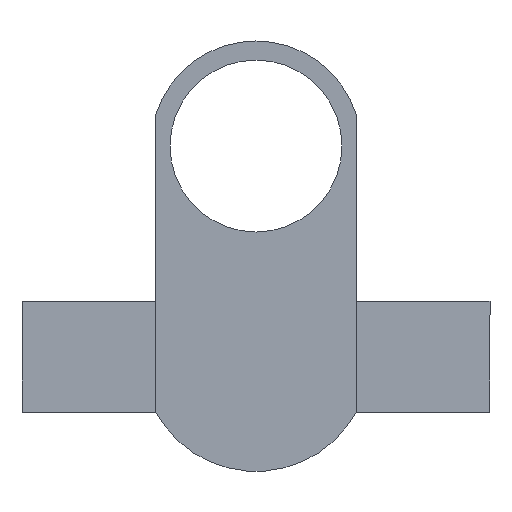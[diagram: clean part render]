
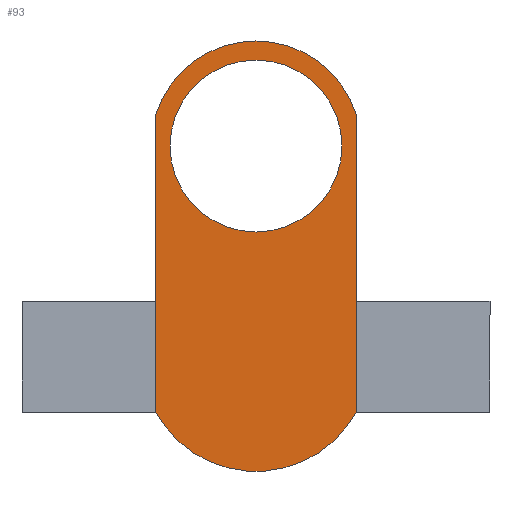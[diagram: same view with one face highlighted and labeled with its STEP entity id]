
A CAD part, front view. The second image highlights one B-rep face of the part: STEP entity #93.
In plain terms, the highlighted planar face has unit normal (0, -1, 0).
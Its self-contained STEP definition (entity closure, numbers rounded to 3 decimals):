
#1 = AXIS2_PLACEMENT_3D ( 'NONE', #569, #427, #244 ) ;
#31 = DIRECTION ( 'NONE',  ( 0., 0., 1. ) ) ;
#46 = CIRCLE ( 'NONE', #265, 9. ) ;
#75 = CARTESIAN_POINT ( 'NONE',  ( -10.5, 0., -5.809 ) ) ;
#85 = CIRCLE ( 'NONE', #522, 11. ) ;
#93 = ADVANCED_FACE ( 'NONE', ( #680, #724 ), #138, .F. ) ;
#96 = ORIENTED_EDGE ( 'NONE', *, *, #652, .F. ) ;
#100 = CARTESIAN_POINT ( 'NONE',  ( 10.5, 0., 0. ) ) ;
#115 = DIRECTION ( 'NONE',  ( 0., 0., 1. ) ) ;
#138 = PLANE ( 'NONE',  #214 ) ;
#173 = EDGE_CURVE ( 'NONE', #282, #544, #369, .T. ) ;
#176 = CARTESIAN_POINT ( 'NONE',  ( 0., 0., 22.065 ) ) ;
#195 = EDGE_CURVE ( 'NONE', #764, #544, #620, .T. ) ;
#214 = AXIS2_PLACEMENT_3D ( 'NONE', #224, #277, #470 ) ;
#215 = CARTESIAN_POINT ( 'NONE',  ( -10.5, 0., 0. ) ) ;
#219 = CARTESIAN_POINT ( 'NONE',  ( 0., 0., 0. ) ) ;
#222 = ORIENTED_EDGE ( 'NONE', *, *, #590, .T. ) ;
#224 = CARTESIAN_POINT ( 'NONE',  ( 0., 0., 0. ) ) ;
#244 = DIRECTION ( 'NONE',  ( 0., 0., 1. ) ) ;
#248 = DIRECTION ( 'NONE',  ( 0., 0., 1. ) ) ;
#265 = AXIS2_PLACEMENT_3D ( 'NONE', #591, #524, #559 ) ;
#277 = DIRECTION ( 'NONE',  ( 0., 1., 0. ) ) ;
#282 = VERTEX_POINT ( 'NONE', #311 ) ;
#288 = EDGE_LOOP ( 'NONE', ( #682, #807, #419, #96, #410 ) ) ;
#293 = VECTOR ( 'NONE', #545, 1000. ) ;
#305 = VERTEX_POINT ( 'NONE', #757 ) ;
#311 = CARTESIAN_POINT ( 'NONE',  ( 10.5, 0., -5.809 ) ) ;
#316 = EDGE_CURVE ( 'NONE', #282, #384, #703, .T. ) ;
#329 = AXIS2_PLACEMENT_3D ( 'NONE', #219, #350, #730 ) ;
#350 = DIRECTION ( 'NONE',  ( 0., 1., 0. ) ) ;
#358 = EDGE_LOOP ( 'NONE', ( #222, #563 ) ) ;
#369 = CIRCLE ( 'NONE', #329, 12. ) ;
#370 = CARTESIAN_POINT ( 'NONE',  ( 0., 0., 22.065 ) ) ;
#384 = VERTEX_POINT ( 'NONE', #763 ) ;
#410 = ORIENTED_EDGE ( 'NONE', *, *, #195, .T. ) ;
#413 = VECTOR ( 'NONE', #248, 1000. ) ;
#418 = DIRECTION ( 'NONE',  ( 0., 1., 0. ) ) ;
#419 = ORIENTED_EDGE ( 'NONE', *, *, #814, .F. ) ;
#427 = DIRECTION ( 'NONE',  ( 0., 1., 0. ) ) ;
#452 = CIRCLE ( 'NONE', #1, 9. ) ;
#470 = DIRECTION ( 'NONE',  ( 0., 0., 1. ) ) ;
#516 = CIRCLE ( 'NONE', #603, 11. ) ;
#522 = AXIS2_PLACEMENT_3D ( 'NONE', #176, #418, #31 ) ;
#524 = DIRECTION ( 'NONE',  ( 0., 1., 0. ) ) ;
#544 = VERTEX_POINT ( 'NONE', #75 ) ;
#545 = DIRECTION ( 'NONE',  ( 0., 0., -1. ) ) ;
#559 = DIRECTION ( 'NONE',  ( 0., 0., 1. ) ) ;
#563 = ORIENTED_EDGE ( 'NONE', *, *, #614, .T. ) ;
#569 = CARTESIAN_POINT ( 'NONE',  ( 0., 0., 22.065 ) ) ;
#590 = EDGE_CURVE ( 'NONE', #816, #305, #46, .T. ) ;
#591 = CARTESIAN_POINT ( 'NONE',  ( 0., 0., 22.065 ) ) ;
#603 = AXIS2_PLACEMENT_3D ( 'NONE', #370, #720, #115 ) ;
#614 = EDGE_CURVE ( 'NONE', #305, #816, #452, .T. ) ;
#620 = LINE ( 'NONE', #215, #293 ) ;
#652 = EDGE_CURVE ( 'NONE', #764, #661, #85, .T. ) ;
#656 = CARTESIAN_POINT ( 'NONE',  ( -10.5, 0., 25.344 ) ) ;
#661 = VERTEX_POINT ( 'NONE', #820 ) ;
#680 = FACE_BOUND ( 'NONE', #358, .T. ) ;
#682 = ORIENTED_EDGE ( 'NONE', *, *, #173, .F. ) ;
#703 = LINE ( 'NONE', #100, #413 ) ;
#720 = DIRECTION ( 'NONE',  ( 0., 1., 0. ) ) ;
#724 = FACE_OUTER_BOUND ( 'NONE', #288, .T. ) ;
#730 = DIRECTION ( 'NONE',  ( 0., 0., 1. ) ) ;
#757 = CARTESIAN_POINT ( 'NONE',  ( 0., 0., 13.065 ) ) ;
#763 = CARTESIAN_POINT ( 'NONE',  ( 10.5, 0., 25.344 ) ) ;
#764 = VERTEX_POINT ( 'NONE', #656 ) ;
#807 = ORIENTED_EDGE ( 'NONE', *, *, #316, .T. ) ;
#814 = EDGE_CURVE ( 'NONE', #661, #384, #516, .T. ) ;
#816 = VERTEX_POINT ( 'NONE', #834 ) ;
#820 = CARTESIAN_POINT ( 'NONE',  ( 0., 0., 33.065 ) ) ;
#834 = CARTESIAN_POINT ( 'NONE',  ( 0., 0., 31.065 ) ) ;
